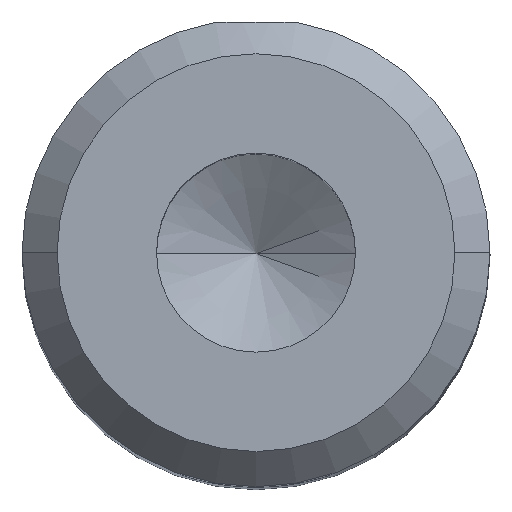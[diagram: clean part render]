
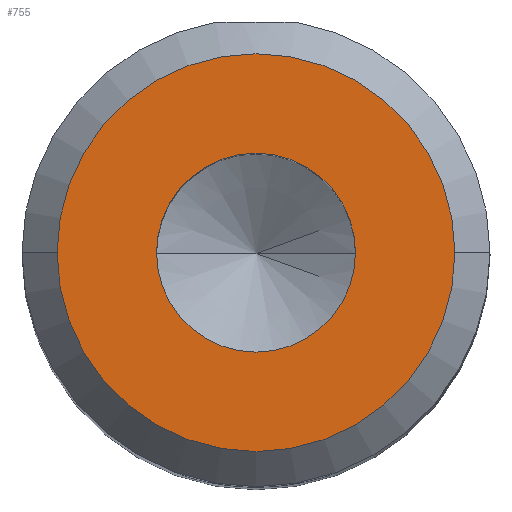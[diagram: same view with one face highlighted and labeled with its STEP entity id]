
A CAD part, top view. The second image highlights one B-rep face of the part: STEP entity #755.
In plain terms, the highlighted planar face has unit normal (0, 0, 1).
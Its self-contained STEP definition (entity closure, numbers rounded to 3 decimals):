
#9 = AXIS2_PLACEMENT_3D ( 'NONE', #1149, #528, #1247 ) ;
#46 = ORIENTED_EDGE ( 'NONE', *, *, #858, .F. ) ;
#62 = CARTESIAN_POINT ( 'NONE',  ( 8.5, 0., 40. ) ) ;
#66 = AXIS2_PLACEMENT_3D ( 'NONE', #163, #872, #380 ) ;
#108 = FACE_BOUND ( 'NONE', #145, .T. ) ;
#122 = DIRECTION ( 'NONE',  ( 0., 0., 1. ) ) ;
#130 = VERTEX_POINT ( 'NONE', #918 ) ;
#145 = EDGE_LOOP ( 'NONE', ( #223, #46 ) ) ;
#160 = CIRCLE ( 'NONE', #251, 4.25 ) ;
#163 = CARTESIAN_POINT ( 'NONE',  ( 0., 0., 40. ) ) ;
#164 = AXIS2_PLACEMENT_3D ( 'NONE', #932, #1051, #427 ) ;
#223 = ORIENTED_EDGE ( 'NONE', *, *, #1113, .F. ) ;
#251 = AXIS2_PLACEMENT_3D ( 'NONE', #1220, #605, #1330 ) ;
#356 = AXIS2_PLACEMENT_3D ( 'NONE', #733, #122, #839 ) ;
#380 = DIRECTION ( 'NONE',  ( 1., 0., 0. ) ) ;
#425 = CARTESIAN_POINT ( 'NONE',  ( -8.5, 0., 40. ) ) ;
#427 = DIRECTION ( 'NONE',  ( 1., 0., 0. ) ) ;
#503 = EDGE_LOOP ( 'NONE', ( #711, #1087 ) ) ;
#528 = DIRECTION ( 'NONE',  ( 0., 0., 1. ) ) ;
#605 = DIRECTION ( 'NONE',  ( 0., 0., 1. ) ) ;
#711 = ORIENTED_EDGE ( 'NONE', *, *, #1104, .T. ) ;
#733 = CARTESIAN_POINT ( 'NONE',  ( 0., 0., 40. ) ) ;
#755 = ADVANCED_FACE ( 'NONE', ( #924, #108 ), #944, .T. ) ;
#789 = EDGE_CURVE ( 'NONE', #1171, #980, #1285, .T. ) ;
#839 = DIRECTION ( 'NONE',  ( 1., 0., 0. ) ) ;
#858 = EDGE_CURVE ( 'NONE', #130, #1303, #160, .T. ) ;
#872 = DIRECTION ( 'NONE',  ( 0., 0., 1. ) ) ;
#918 = CARTESIAN_POINT ( 'NONE',  ( -4.25, 0., 40. ) ) ;
#924 = FACE_OUTER_BOUND ( 'NONE', #503, .T. ) ;
#932 = CARTESIAN_POINT ( 'NONE',  ( 0., 0., 40. ) ) ;
#944 = PLANE ( 'NONE',  #164 ) ;
#980 = VERTEX_POINT ( 'NONE', #425 ) ;
#1020 = CIRCLE ( 'NONE', #356, 4.25 ) ;
#1051 = DIRECTION ( 'NONE',  ( 0., 0., 1. ) ) ;
#1087 = ORIENTED_EDGE ( 'NONE', *, *, #789, .T. ) ;
#1104 = EDGE_CURVE ( 'NONE', #980, #1171, #1297, .T. ) ;
#1112 = CARTESIAN_POINT ( 'NONE',  ( 4.25, 0., 40. ) ) ;
#1113 = EDGE_CURVE ( 'NONE', #1303, #130, #1020, .T. ) ;
#1149 = CARTESIAN_POINT ( 'NONE',  ( 0., 0., 40. ) ) ;
#1171 = VERTEX_POINT ( 'NONE', #62 ) ;
#1220 = CARTESIAN_POINT ( 'NONE',  ( 0., 0., 40. ) ) ;
#1247 = DIRECTION ( 'NONE',  ( 1., 0., 0. ) ) ;
#1285 = CIRCLE ( 'NONE', #66, 8.5 ) ;
#1297 = CIRCLE ( 'NONE', #9, 8.5 ) ;
#1303 = VERTEX_POINT ( 'NONE', #1112 ) ;
#1330 = DIRECTION ( 'NONE',  ( 1., 0., 0. ) ) ;
